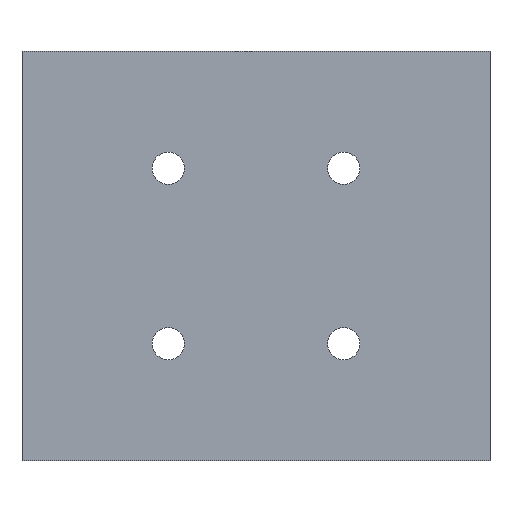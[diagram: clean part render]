
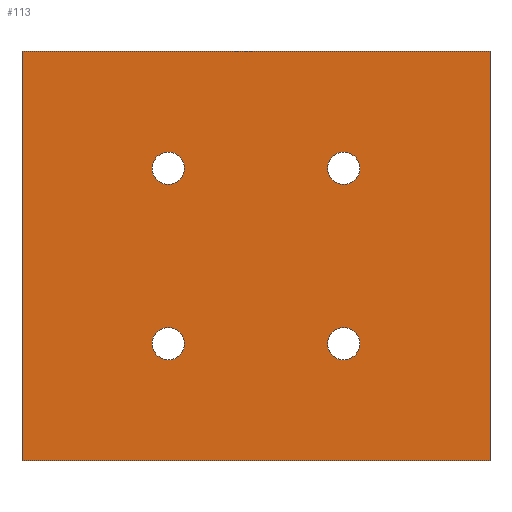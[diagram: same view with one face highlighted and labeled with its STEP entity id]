
A CAD part, front view. The second image highlights one B-rep face of the part: STEP entity #113.
In plain terms, the highlighted planar face has unit normal (0, -1, 0).
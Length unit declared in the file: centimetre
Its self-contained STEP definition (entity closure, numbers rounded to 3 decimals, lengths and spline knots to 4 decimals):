
#7 = CARTESIAN_POINT ( 'NONE',  ( -1.5, 0., 1.5 ) ) ;
#16 = AXIS2_PLACEMENT_3D ( 'NONE', #7, #237, #53 ) ;
#20 = EDGE_CURVE ( 'NONE', #567, #555, #289, .T. ) ;
#22 = CARTESIAN_POINT ( 'NONE',  ( 1.5, 0., -1.225 ) ) ;
#26 = EDGE_LOOP ( 'NONE', ( #216, #587 ) ) ;
#33 = CARTESIAN_POINT ( 'NONE',  ( 1.5, 0., 1.5 ) ) ;
#42 = CARTESIAN_POINT ( 'NONE',  ( -1.5, 0., -1.225 ) ) ;
#45 = EDGE_LOOP ( 'NONE', ( #727, #104 ) ) ;
#46 = DIRECTION ( 'NONE',  ( 0., 0., -1. ) ) ;
#53 = DIRECTION ( 'NONE',  ( 0., 0., -1. ) ) ;
#57 = EDGE_CURVE ( 'NONE', #555, #158, #518, .T. ) ;
#60 = EDGE_LOOP ( 'NONE', ( #308, #684 ) ) ;
#76 = DIRECTION ( 'NONE',  ( 0., -1., 0. ) ) ;
#83 = CARTESIAN_POINT ( 'NONE',  ( -4., 0., -3.5 ) ) ;
#93 = CARTESIAN_POINT ( 'NONE',  ( 4., 0., 3.5 ) ) ;
#99 = AXIS2_PLACEMENT_3D ( 'NONE', #317, #426, #533 ) ;
#104 = ORIENTED_EDGE ( 'NONE', *, *, #575, .F. ) ;
#108 = CIRCLE ( 'NONE', #208, 0.275 ) ;
#113 = ADVANCED_FACE ( 'NONE', ( #470, #644, #693, #704, #530 ), #577, .T. ) ;
#127 = EDGE_CURVE ( 'NONE', #709, #298, #108, .T. ) ;
#131 = EDGE_CURVE ( 'NONE', #206, #213, #627, .T. ) ;
#136 = CARTESIAN_POINT ( 'NONE',  ( 1.5, 0., 1.5 ) ) ;
#141 = AXIS2_PLACEMENT_3D ( 'NONE', #136, #647, #588 ) ;
#158 = VERTEX_POINT ( 'NONE', #534 ) ;
#160 = VECTOR ( 'NONE', #268, 100. ) ;
#175 = DIRECTION ( 'NONE',  ( 0., 0., 1. ) ) ;
#180 = DIRECTION ( 'NONE',  ( 0., 0., -1. ) ) ;
#206 = VERTEX_POINT ( 'NONE', #22 ) ;
#208 = AXIS2_PLACEMENT_3D ( 'NONE', #550, #547, #602 ) ;
#213 = VERTEX_POINT ( 'NONE', #307 ) ;
#214 = CARTESIAN_POINT ( 'NONE',  ( 1.5, 0., 1.225 ) ) ;
#215 = EDGE_CURVE ( 'NONE', #327, #415, #560, .T. ) ;
#216 = ORIENTED_EDGE ( 'NONE', *, *, #127, .F. ) ;
#218 = CIRCLE ( 'NONE', #489, 0.275 ) ;
#235 = CARTESIAN_POINT ( 'NONE',  ( 0., 0., 0. ) ) ;
#237 = DIRECTION ( 'NONE',  ( 0., -1., 0. ) ) ;
#241 = ORIENTED_EDGE ( 'NONE', *, *, #20, .F. ) ;
#256 = VERTEX_POINT ( 'NONE', #605 ) ;
#264 = EDGE_CURVE ( 'NONE', #158, #407, #501, .T. ) ;
#268 = DIRECTION ( 'NONE',  ( 1., 0., 0. ) ) ;
#278 = CARTESIAN_POINT ( 'NONE',  ( -1.5, 0., 1.225 ) ) ;
#289 = LINE ( 'NONE', #523, #376 ) ;
#298 = VERTEX_POINT ( 'NONE', #42 ) ;
#299 = DIRECTION ( 'NONE',  ( 0., 0., -1. ) ) ;
#305 = AXIS2_PLACEMENT_3D ( 'NONE', #431, #418, #479 ) ;
#307 = CARTESIAN_POINT ( 'NONE',  ( 1.5, 0., -1.775 ) ) ;
#308 = ORIENTED_EDGE ( 'NONE', *, *, #556, .F. ) ;
#309 = EDGE_CURVE ( 'NONE', #407, #567, #497, .T. ) ;
#317 = CARTESIAN_POINT ( 'NONE',  ( 1.5, 0., -1.5 ) ) ;
#318 = EDGE_CURVE ( 'NONE', #256, #331, #461, .T. ) ;
#327 = VERTEX_POINT ( 'NONE', #214 ) ;
#331 = VERTEX_POINT ( 'NONE', #278 ) ;
#335 = CARTESIAN_POINT ( 'NONE',  ( 4., 0., 3.5 ) ) ;
#355 = ORIENTED_EDGE ( 'NONE', *, *, #309, .F. ) ;
#376 = VECTOR ( 'NONE', #743, 100. ) ;
#386 = VECTOR ( 'NONE', #175, 100. ) ;
#391 = ORIENTED_EDGE ( 'NONE', *, *, #264, .F. ) ;
#399 = EDGE_LOOP ( 'NONE', ( #471, #449 ) ) ;
#401 = CARTESIAN_POINT ( 'NONE',  ( -4., 0., 3.5 ) ) ;
#407 = VERTEX_POINT ( 'NONE', #335 ) ;
#415 = VERTEX_POINT ( 'NONE', #566 ) ;
#418 = DIRECTION ( 'NONE',  ( 0., -1., 0. ) ) ;
#426 = DIRECTION ( 'NONE',  ( 0., -1., 0. ) ) ;
#431 = CARTESIAN_POINT ( 'NONE',  ( 1.5, 0., -1.5 ) ) ;
#439 = CARTESIAN_POINT ( 'NONE',  ( -1.5, 0., 1.5 ) ) ;
#443 = DIRECTION ( 'NONE',  ( 0., 0., -1. ) ) ;
#447 = VECTOR ( 'NONE', #46, 100. ) ;
#449 = ORIENTED_EDGE ( 'NONE', *, *, #318, .F. ) ;
#450 = EDGE_CURVE ( 'NONE', #298, #709, #218, .T. ) ;
#454 = DIRECTION ( 'NONE',  ( 0., -1., 0. ) ) ;
#461 = CIRCLE ( 'NONE', #671, 0.275 ) ;
#464 = CIRCLE ( 'NONE', #141, 0.275 ) ;
#470 = FACE_BOUND ( 'NONE', #45, .T. ) ;
#471 = ORIENTED_EDGE ( 'NONE', *, *, #486, .F. ) ;
#479 = DIRECTION ( 'NONE',  ( 0., 0., -1. ) ) ;
#486 = EDGE_CURVE ( 'NONE', #331, #256, #690, .T. ) ;
#489 = AXIS2_PLACEMENT_3D ( 'NONE', #513, #454, #299 ) ;
#497 = LINE ( 'NONE', #93, #447 ) ;
#501 = LINE ( 'NONE', #733, #160 ) ;
#513 = CARTESIAN_POINT ( 'NONE',  ( -1.5, 0., -1.5 ) ) ;
#518 = LINE ( 'NONE', #401, #386 ) ;
#523 = CARTESIAN_POINT ( 'NONE',  ( -4., 0., -3.5 ) ) ;
#530 = FACE_OUTER_BOUND ( 'NONE', #682, .T. ) ;
#533 = DIRECTION ( 'NONE',  ( 0., 0., -1. ) ) ;
#534 = CARTESIAN_POINT ( 'NONE',  ( -4., 0., 3.5 ) ) ;
#547 = DIRECTION ( 'NONE',  ( 0., -1., 0. ) ) ;
#550 = CARTESIAN_POINT ( 'NONE',  ( -1.5, 0., -1.5 ) ) ;
#555 = VERTEX_POINT ( 'NONE', #83 ) ;
#556 = EDGE_CURVE ( 'NONE', #213, #206, #706, .T. ) ;
#560 = CIRCLE ( 'NONE', #607, 0.275 ) ;
#566 = CARTESIAN_POINT ( 'NONE',  ( 1.5, 0., 1.775 ) ) ;
#567 = VERTEX_POINT ( 'NONE', #719 ) ;
#575 = EDGE_CURVE ( 'NONE', #415, #327, #464, .T. ) ;
#577 = PLANE ( 'NONE',  #655 ) ;
#586 = DIRECTION ( 'NONE',  ( 0., -1., 0. ) ) ;
#587 = ORIENTED_EDGE ( 'NONE', *, *, #450, .F. ) ;
#588 = DIRECTION ( 'NONE',  ( 0., 0., -1. ) ) ;
#602 = DIRECTION ( 'NONE',  ( 0., 0., -1. ) ) ;
#605 = CARTESIAN_POINT ( 'NONE',  ( -1.5, 0., 1.775 ) ) ;
#607 = AXIS2_PLACEMENT_3D ( 'NONE', #33, #76, #664 ) ;
#608 = CARTESIAN_POINT ( 'NONE',  ( -1.5, 0., -1.775 ) ) ;
#627 = CIRCLE ( 'NONE', #305, 0.275 ) ;
#644 = FACE_BOUND ( 'NONE', #60, .T. ) ;
#647 = DIRECTION ( 'NONE',  ( 0., -1., 0. ) ) ;
#655 = AXIS2_PLACEMENT_3D ( 'NONE', #235, #586, #180 ) ;
#664 = DIRECTION ( 'NONE',  ( 0., 0., -1. ) ) ;
#671 = AXIS2_PLACEMENT_3D ( 'NONE', #439, #726, #443 ) ;
#682 = EDGE_LOOP ( 'NONE', ( #355, #391, #734, #241 ) ) ;
#684 = ORIENTED_EDGE ( 'NONE', *, *, #131, .F. ) ;
#690 = CIRCLE ( 'NONE', #16, 0.275 ) ;
#693 = FACE_BOUND ( 'NONE', #26, .T. ) ;
#704 = FACE_BOUND ( 'NONE', #399, .T. ) ;
#706 = CIRCLE ( 'NONE', #99, 0.275 ) ;
#709 = VERTEX_POINT ( 'NONE', #608 ) ;
#719 = CARTESIAN_POINT ( 'NONE',  ( 4., 0., -3.5 ) ) ;
#726 = DIRECTION ( 'NONE',  ( 0., -1., 0. ) ) ;
#727 = ORIENTED_EDGE ( 'NONE', *, *, #215, .F. ) ;
#733 = CARTESIAN_POINT ( 'NONE',  ( -4., 0., 3.5 ) ) ;
#734 = ORIENTED_EDGE ( 'NONE', *, *, #57, .F. ) ;
#743 = DIRECTION ( 'NONE',  ( -1., 0., 0. ) ) ;
